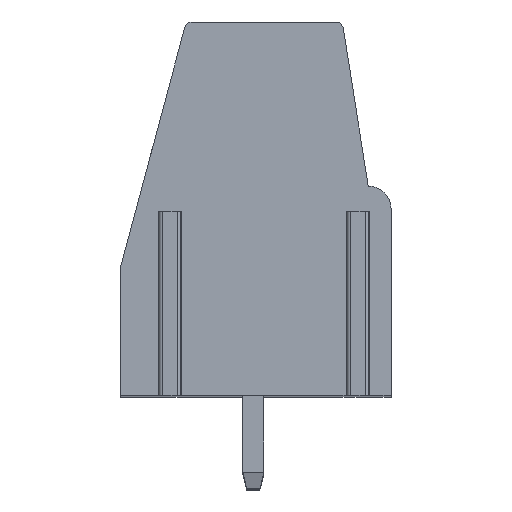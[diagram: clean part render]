
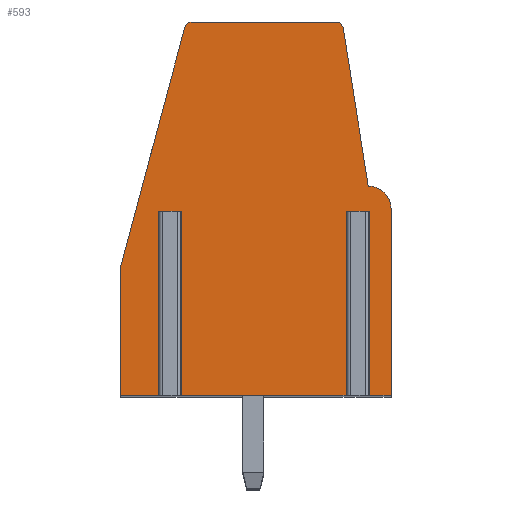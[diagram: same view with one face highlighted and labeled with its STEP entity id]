
A CAD part, top view. The second image highlights one B-rep face of the part: STEP entity #593.
In plain terms, the highlighted planar face has unit normal (0, 0, 1).
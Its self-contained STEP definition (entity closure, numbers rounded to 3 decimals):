
#35=CARTESIAN_POINT('',(4.8,0.,-19.05));
#36=VERTEX_POINT('',#35);
#37=CARTESIAN_POINT('',(3.85,0.,-19.05));
#38=VERTEX_POINT('',#37);
#39=CARTESIAN_POINT('',(4.8,0.,-19.05));
#40=DIRECTION('',(-1.,0.,0.));
#41=VECTOR('',#40,0.95);
#42=LINE('',#39,#41);
#43=EDGE_CURVE('',#36,#38,#42,.T.);
#79=CARTESIAN_POINT('',(3.25,0.,-19.05));
#80=VERTEX_POINT('',#79);
#87=CARTESIAN_POINT('',(-3.25,0.,-19.05));
#88=VERTEX_POINT('',#87);
#89=CARTESIAN_POINT('',(3.25,0.,-19.05));
#90=DIRECTION('',(-1.,0.,0.));
#91=VECTOR('',#90,6.5);
#92=LINE('',#89,#91);
#93=EDGE_CURVE('',#80,#88,#92,.T.);
#129=CARTESIAN_POINT('',(-3.85,0.,-19.05));
#130=VERTEX_POINT('',#129);
#137=CARTESIAN_POINT('',(-5.4,0.,-19.05));
#138=VERTEX_POINT('',#137);
#139=CARTESIAN_POINT('',(-3.85,0.,-19.05));
#140=DIRECTION('',(-1.,0.,0.));
#141=VECTOR('',#140,1.55);
#142=LINE('',#139,#141);
#143=EDGE_CURVE('',#130,#138,#142,.T.);
#474=CARTESIAN_POINT('',(0.,0.,-19.05));
#475=DIRECTION('',(1.,0.,0.));
#476=DIRECTION('',(0.,0.,1.));
#477=AXIS2_PLACEMENT_3D('',#474,#476,#475);
#478=PLANE('',#477);
#479=CARTESIAN_POINT('',(-3.25,6.96,-19.05));
#480=VERTEX_POINT('',#479);
#481=CARTESIAN_POINT('',(-3.25,6.96,-19.05));
#482=DIRECTION('',(0.,-1.,0.));
#483=VECTOR('',#482,6.96);
#484=LINE('',#481,#483);
#485=EDGE_CURVE('',#480,#88,#484,.T.);
#486=ORIENTED_EDGE('',*,*,#485,.T.);
#487=ORIENTED_EDGE('',*,*,#93,.F.);
#488=CARTESIAN_POINT('',(3.25,6.96,-19.05));
#489=VERTEX_POINT('',#488);
#490=CARTESIAN_POINT('',(3.25,0.,-19.05));
#491=DIRECTION('',(0.,1.,0.));
#492=VECTOR('',#491,6.96);
#493=LINE('',#490,#492);
#494=EDGE_CURVE('',#80,#489,#493,.T.);
#495=ORIENTED_EDGE('',*,*,#494,.T.);
#496=CARTESIAN_POINT('',(3.85,6.96,-19.05));
#497=VERTEX_POINT('',#496);
#498=CARTESIAN_POINT('',(3.25,6.96,-19.05));
#499=DIRECTION('',(1.,0.,0.));
#500=VECTOR('',#499,0.6);
#501=LINE('',#498,#500);
#502=EDGE_CURVE('',#489,#497,#501,.T.);
#503=ORIENTED_EDGE('',*,*,#502,.T.);
#504=CARTESIAN_POINT('',(3.85,6.96,-19.05));
#505=DIRECTION('',(0.,-1.,0.));
#506=VECTOR('',#505,6.96);
#507=LINE('',#504,#506);
#508=EDGE_CURVE('',#497,#38,#507,.T.);
#509=ORIENTED_EDGE('',*,*,#508,.T.);
#510=ORIENTED_EDGE('',*,*,#43,.F.);
#511=CARTESIAN_POINT('',(4.8,7.04,-19.05));
#512=VERTEX_POINT('',#511);
#513=CARTESIAN_POINT('',(4.8,7.04,-19.05));
#514=DIRECTION('',(0.,-1.,0.));
#515=VECTOR('',#514,7.04);
#516=LINE('',#513,#515);
#517=EDGE_CURVE('',#512,#36,#516,.T.);
#518=ORIENTED_EDGE('',*,*,#517,.F.);
#519=CARTESIAN_POINT('',(3.94,7.9,-19.05));
#520=VERTEX_POINT('',#519);
#521=CARTESIAN_POINT('',(3.94,7.04,-19.05));
#522=DIRECTION('',(1.,0.,0.));
#523=DIRECTION('',(0.,0.,1.));
#524=AXIS2_PLACEMENT_3D('',#521,#523,#522);
#525=CIRCLE('',#524,0.86);
#526=EDGE_CURVE('',#512,#520,#525,.T.);
#527=ORIENTED_EDGE('',*,*,#526,.T.);
#528=CARTESIAN_POINT('',(2.998,13.847,-19.05));
#529=VERTEX_POINT('',#528);
#530=CARTESIAN_POINT('',(2.998,13.847,-19.05));
#531=DIRECTION('',(0.156,-0.988,0.));
#532=VECTOR('',#531,6.021);
#533=LINE('',#530,#532);
#534=EDGE_CURVE('',#529,#520,#533,.T.);
#535=ORIENTED_EDGE('',*,*,#534,.F.);
#536=CARTESIAN_POINT('',(2.702,14.1,-19.05));
#537=VERTEX_POINT('',#536);
#538=CARTESIAN_POINT('',(2.702,13.8,-19.05));
#539=DIRECTION('',(0.988,0.156,0.));
#540=DIRECTION('',(0.,0.,1.));
#541=AXIS2_PLACEMENT_3D('',#538,#540,#539);
#542=CIRCLE('',#541,0.3);
#543=EDGE_CURVE('',#529,#537,#542,.T.);
#544=ORIENTED_EDGE('',*,*,#543,.T.);
#545=CARTESIAN_POINT('',(-2.705,14.1,-19.05));
#546=VERTEX_POINT('',#545);
#547=CARTESIAN_POINT('',(-2.705,14.1,-19.05));
#548=DIRECTION('',(1.,0.,0.));
#549=VECTOR('',#548,5.406);
#550=LINE('',#547,#549);
#551=EDGE_CURVE('',#546,#537,#550,.T.);
#552=ORIENTED_EDGE('',*,*,#551,.F.);
#553=CARTESIAN_POINT('',(-2.994,13.878,-19.05));
#554=VERTEX_POINT('',#553);
#555=CARTESIAN_POINT('',(-2.705,13.8,-19.05));
#556=DIRECTION('',(0.,1.,0.));
#557=DIRECTION('',(0.,0.,1.));
#558=AXIS2_PLACEMENT_3D('',#555,#557,#556);
#559=CIRCLE('',#558,0.3);
#560=EDGE_CURVE('',#546,#554,#559,.T.);
#561=ORIENTED_EDGE('',*,*,#560,.T.);
#562=CARTESIAN_POINT('',(-5.4,4.9,-19.05));
#563=VERTEX_POINT('',#562);
#564=CARTESIAN_POINT('',(-5.4,4.9,-19.05));
#565=DIRECTION('',(0.259,0.966,0.));
#566=VECTOR('',#565,9.294);
#567=LINE('',#564,#566);
#568=EDGE_CURVE('',#563,#554,#567,.T.);
#569=ORIENTED_EDGE('',*,*,#568,.F.);
#570=CARTESIAN_POINT('',(-5.4,0.,-19.05));
#571=DIRECTION('',(0.,1.,0.));
#572=VECTOR('',#571,4.9);
#573=LINE('',#570,#572);
#574=EDGE_CURVE('',#138,#563,#573,.T.);
#575=ORIENTED_EDGE('',*,*,#574,.F.);
#576=ORIENTED_EDGE('',*,*,#143,.F.);
#577=CARTESIAN_POINT('',(-3.85,6.96,-19.05));
#578=VERTEX_POINT('',#577);
#579=CARTESIAN_POINT('',(-3.85,0.,-19.05));
#580=DIRECTION('',(0.,1.,0.));
#581=VECTOR('',#580,6.96);
#582=LINE('',#579,#581);
#583=EDGE_CURVE('',#130,#578,#582,.T.);
#584=ORIENTED_EDGE('',*,*,#583,.T.);
#585=CARTESIAN_POINT('',(-3.85,6.96,-19.05));
#586=DIRECTION('',(1.,0.,0.));
#587=VECTOR('',#586,0.6);
#588=LINE('',#585,#587);
#589=EDGE_CURVE('',#578,#480,#588,.T.);
#590=ORIENTED_EDGE('',*,*,#589,.T.);
#591=EDGE_LOOP('',(#486,#487,#495,#503,#509,#510,#518,#527,#535,#544,#552,#561,#569,#575,#576,#584,#590));
#592=FACE_OUTER_BOUND('',#591,.T.);
#593=ADVANCED_FACE('',(#592),#478,.T.);
